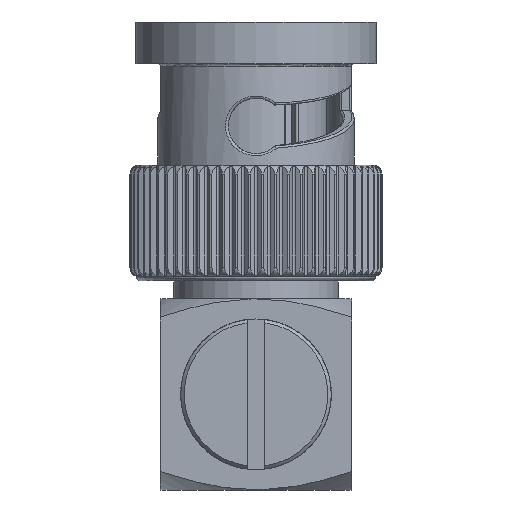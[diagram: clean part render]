
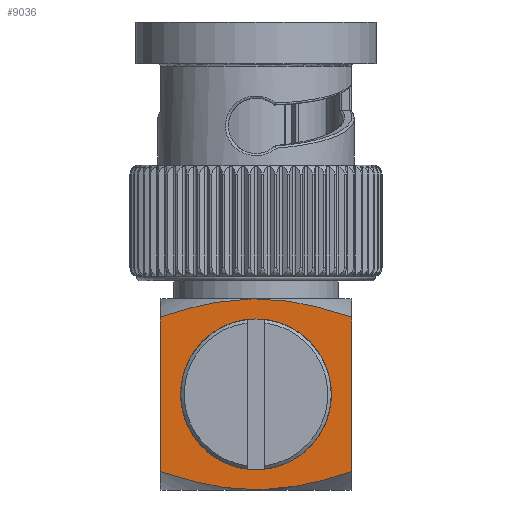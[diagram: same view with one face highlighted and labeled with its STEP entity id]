
A CAD part, left-side view. The second image highlights one B-rep face of the part: STEP entity #9036.
In plain terms, the highlighted planar face has unit normal (-1, 0, 0).
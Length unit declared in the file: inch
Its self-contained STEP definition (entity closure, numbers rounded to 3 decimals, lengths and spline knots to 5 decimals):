
#73=(
BOUNDED_CURVE()
B_SPLINE_CURVE(2,(#13188,#13189,#13190),.UNSPECIFIED.,.F.,.F.)
B_SPLINE_CURVE_WITH_KNOTS((3,3),(0.,1.1197),.UNSPECIFIED.)
CURVE()
GEOMETRIC_REPRESENTATION_ITEM()
RATIONAL_B_SPLINE_CURVE((1.,1.414,1.))
REPRESENTATION_ITEM('')
);
#76=(
BOUNDED_CURVE()
B_SPLINE_CURVE(2,(#13201,#13202,#13203),.UNSPECIFIED.,.F.,.F.)
B_SPLINE_CURVE_WITH_KNOTS((3,3),(0.,1.1197),.UNSPECIFIED.)
CURVE()
GEOMETRIC_REPRESENTATION_ITEM()
RATIONAL_B_SPLINE_CURVE((1.,1.414,1.))
REPRESENTATION_ITEM('')
);
#100=LINE('',#13218,#479);
#103=LINE('',#13223,#482);
#479=VECTOR('',#11010,0.3937);
#482=VECTOR('',#11017,0.3937);
#922=PLANE('',#9740);
#1703=FACE_BOUND('',#2558,.T.);
#1878=FACE_OUTER_BOUND('',#2557,.T.);
#2557=EDGE_LOOP('',(#5887,#5888,#5889,#5890));
#2558=EDGE_LOOP('',(#5891));
#3118=CIRCLE('',#9732,0.1705);
#3520=VERTEX_POINT('',#13176);
#3522=VERTEX_POINT('',#13182);
#3524=VERTEX_POINT('',#13187);
#3526=VERTEX_POINT('',#13199);
#3527=VERTEX_POINT('',#13200);
#4420=EDGE_CURVE('',#3520,#3520,#3118,.T.);
#4423=EDGE_CURVE('',#3524,#3522,#73,.T.);
#4426=EDGE_CURVE('',#3526,#3527,#76,.T.);
#4431=EDGE_CURVE('',#3527,#3524,#100,.T.);
#4434=EDGE_CURVE('',#3526,#3522,#103,.T.);
#5887=ORIENTED_EDGE('',*,*,#4423,.T.);
#5888=ORIENTED_EDGE('',*,*,#4434,.F.);
#5889=ORIENTED_EDGE('',*,*,#4426,.T.);
#5890=ORIENTED_EDGE('',*,*,#4431,.T.);
#5891=ORIENTED_EDGE('',*,*,#4420,.T.);
#9036=ADVANCED_FACE('',(#1878,#1703),#922,.T.);
#9732=AXIS2_PLACEMENT_3D('',#13177,#10996,#10997);
#9740=AXIS2_PLACEMENT_3D('',#13222,#11015,#11016);
#10996=DIRECTION('center_axis',(1.,0.,0.));
#10997=DIRECTION('ref_axis',(0.,0.,
1.));
#11010=DIRECTION('',(0.,0.,-1.));
#11015=DIRECTION('center_axis',(-1.,0.,0.));
#11016=DIRECTION('ref_axis',(0.,0.,1.));
#11017=DIRECTION('',(0.,0.,-1.));
#13176=CARTESIAN_POINT('',(-0.2165,0.,-0.672));
#13177=CARTESIAN_POINT('Origin',(-0.2165,0.,-0.8425));
#13182=CARTESIAN_POINT('',(-0.2165,-0.2165,-1.0175));
#13187=CARTESIAN_POINT('',(-0.2165,0.2165,-1.0175));
#13188=CARTESIAN_POINT('Ctrl Pts',(-0.2165,0.2165,-1.0175));
#13189=CARTESIAN_POINT('Ctrl Pts',(-0.2165,0.,-1.08809));
#13190=CARTESIAN_POINT('Ctrl Pts',(-0.2165,-0.2165,-1.0175));
#13199=CARTESIAN_POINT('',(-0.2165,-0.2165,-0.6675));
#13200=CARTESIAN_POINT('',(-0.2165,0.2165,-0.6675));
#13201=CARTESIAN_POINT('Ctrl Pts',(-0.2165,-0.2165,-0.6675));
#13202=CARTESIAN_POINT('Ctrl Pts',(-0.2165,0.,-0.59691));
#13203=CARTESIAN_POINT('Ctrl Pts',(-0.2165,0.2165,-0.6675));
#13218=CARTESIAN_POINT('',(-0.2165,0.2165,-0.626));
#13222=CARTESIAN_POINT('Origin',(-0.2165,0.2165,-0.626));
#13223=CARTESIAN_POINT('',(-0.2165,-0.2165,-0.626));
